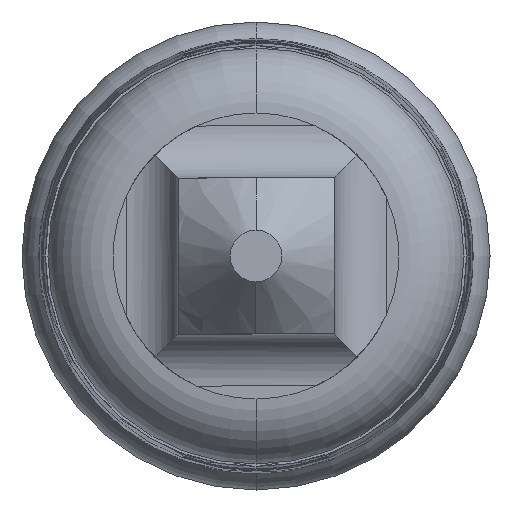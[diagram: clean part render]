
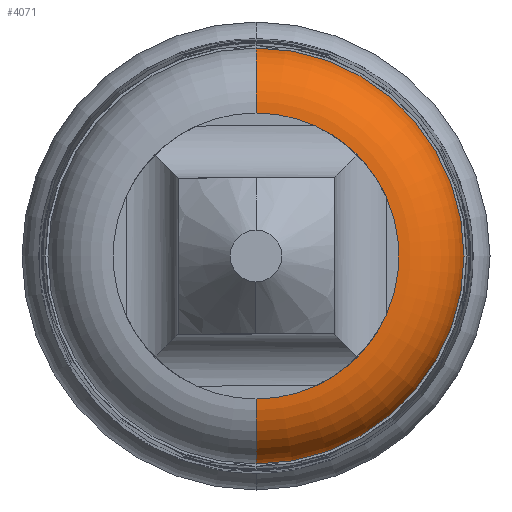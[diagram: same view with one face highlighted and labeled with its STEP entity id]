
A CAD part, front view. The second image highlights one B-rep face of the part: STEP entity #4071.
In plain terms, the highlighted toroidal (fillet/blend) face has major radius 0.55 mm and minor radius 0.25 mm.
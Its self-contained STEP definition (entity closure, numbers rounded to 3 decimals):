
#8 = CARTESIAN_POINT ( 'NONE',  ( 0., -27.5, 0. ) ) ;
#158 = TOROIDAL_SURFACE ( 'NONE', #1749, 0.55, 0.25 ) ;
#190 = CARTESIAN_POINT ( 'NONE',  ( 0.229, -27.5, -0.5 ) ) ;
#381 = DIRECTION ( 'NONE',  ( 0., 1., 0. ) ) ;
#604 = CIRCLE ( 'NONE', #4141, 0.8 ) ;
#766 = EDGE_LOOP ( 'NONE', ( #3326, #1444, #3560, #1968, #2580, #2297, #6147, #5947 ) ) ;
#779 = DIRECTION ( 'NONE',  ( 0., 0., 1. ) ) ;
#843 = DIRECTION ( 'NONE',  ( 0., 0., 1. ) ) ;
#845 = CARTESIAN_POINT ( 'NONE',  ( 0., -27.5, 0.55 ) ) ;
#922 = AXIS2_PLACEMENT_3D ( 'NONE', #6247, #3504, #4105 ) ;
#1090 = AXIS2_PLACEMENT_3D ( 'NONE', #5483, #2687, #1140 ) ;
#1140 = DIRECTION ( 'NONE',  ( 0., 0., -1. ) ) ;
#1182 = CARTESIAN_POINT ( 'NONE',  ( 0., -27.25, 0.8 ) ) ;
#1353 = CARTESIAN_POINT ( 'NONE',  ( 0., -27.5, 0. ) ) ;
#1384 = CARTESIAN_POINT ( 'NONE',  ( 0., -27.5, 0. ) ) ;
#1444 = ORIENTED_EDGE ( 'NONE', *, *, #1533, .T. ) ;
#1533 = EDGE_CURVE ( 'NONE', #5893, #5626, #6259, .T. ) ;
#1613 = CARTESIAN_POINT ( 'NONE',  ( 0.229, -27.5, 0.5 ) ) ;
#1720 = CIRCLE ( 'NONE', #922, 0.25 ) ;
#1749 = AXIS2_PLACEMENT_3D ( 'NONE', #3937, #5675, #2945 ) ;
#1811 = CARTESIAN_POINT ( 'NONE',  ( 0., -27.5, 0. ) ) ;
#1890 = DIRECTION ( 'NONE',  ( 0., 0., 1. ) ) ;
#1919 = EDGE_CURVE ( 'NONE', #5783, #3426, #6024, .T. ) ;
#1961 = EDGE_CURVE ( 'NONE', #4960, #2183, #6372, .T. ) ;
#1968 = ORIENTED_EDGE ( 'NONE', *, *, #6957, .F. ) ;
#2133 = CIRCLE ( 'NONE', #6266, 0.55 ) ;
#2183 = VERTEX_POINT ( 'NONE', #190 ) ;
#2207 = DIRECTION ( 'NONE',  ( 0., 1., 0. ) ) ;
#2216 = EDGE_CURVE ( 'NONE', #4960, #5318, #2133, .T. ) ;
#2291 = CARTESIAN_POINT ( 'NONE',  ( 0., -27.5, -0.55 ) ) ;
#2297 = ORIENTED_EDGE ( 'NONE', *, *, #5249, .T. ) ;
#2351 = EDGE_CURVE ( 'NONE', #5893, #2183, #4649, .T. ) ;
#2367 = CARTESIAN_POINT ( 'NONE',  ( 0.5, -27.5, 0.229 ) ) ;
#2375 = DIRECTION ( 'NONE',  ( 0., 0., 1. ) ) ;
#2580 = ORIENTED_EDGE ( 'NONE', *, *, #1919, .F. ) ;
#2590 = AXIS2_PLACEMENT_3D ( 'NONE', #1384, #381, #779 ) ;
#2633 = CIRCLE ( 'NONE', #5266, 0.55 ) ;
#2687 = DIRECTION ( 'NONE',  ( 1., 0., 0. ) ) ;
#2907 = CARTESIAN_POINT ( 'NONE',  ( 0., -27.5, 0. ) ) ;
#2945 = DIRECTION ( 'NONE',  ( 0., 0., 1. ) ) ;
#3326 = ORIENTED_EDGE ( 'NONE', *, *, #2351, .F. ) ;
#3426 = VERTEX_POINT ( 'NONE', #845 ) ;
#3504 = DIRECTION ( 'NONE',  ( -1., 0., 0. ) ) ;
#3560 = ORIENTED_EDGE ( 'NONE', *, *, #4614, .F. ) ;
#3824 = DIRECTION ( 'NONE',  ( 0., 0., 1. ) ) ;
#3937 = CARTESIAN_POINT ( 'NONE',  ( 0., -27.25, 0. ) ) ;
#4071 = ADVANCED_FACE ( 'Defeature ausgef�hrt3_64', ( #5097 ), #158, .T. ) ;
#4105 = DIRECTION ( 'NONE',  ( 0., 0., 1. ) ) ;
#4141 = AXIS2_PLACEMENT_3D ( 'NONE', #4928, #2207, #6154 ) ;
#4366 = DIRECTION ( 'NONE',  ( 0., 1., 0. ) ) ;
#4614 = EDGE_CURVE ( 'NONE', #5176, #5626, #604, .T. ) ;
#4649 = CIRCLE ( 'NONE', #4759, 0.55 ) ;
#4759 = AXIS2_PLACEMENT_3D ( 'NONE', #1811, #5761, #843 ) ;
#4928 = CARTESIAN_POINT ( 'NONE',  ( 0., -27.25, 0. ) ) ;
#4960 = VERTEX_POINT ( 'NONE', #6257 ) ;
#5097 = FACE_OUTER_BOUND ( 'NONE', #766, .T. ) ;
#5098 = DIRECTION ( 'NONE',  ( 0., -1., 0. ) ) ;
#5176 = VERTEX_POINT ( 'NONE', #1182 ) ;
#5188 = DIRECTION ( 'NONE',  ( 0., -1., 0. ) ) ;
#5249 = EDGE_CURVE ( 'NONE', #5783, #5318, #2633, .T. ) ;
#5266 = AXIS2_PLACEMENT_3D ( 'NONE', #8, #4366, #3824 ) ;
#5318 = VERTEX_POINT ( 'NONE', #2367 ) ;
#5456 = AXIS2_PLACEMENT_3D ( 'NONE', #1353, #5188, #1890 ) ;
#5483 = CARTESIAN_POINT ( 'NONE',  ( 0., -27.25, -0.55 ) ) ;
#5626 = VERTEX_POINT ( 'NONE', #6140 ) ;
#5675 = DIRECTION ( 'NONE',  ( 0., 1., 0. ) ) ;
#5761 = DIRECTION ( 'NONE',  ( 0., -1., 0. ) ) ;
#5783 = VERTEX_POINT ( 'NONE', #1613 ) ;
#5893 = VERTEX_POINT ( 'NONE', #2291 ) ;
#5947 = ORIENTED_EDGE ( 'NONE', *, *, #1961, .T. ) ;
#6024 = CIRCLE ( 'NONE', #5456, 0.55 ) ;
#6140 = CARTESIAN_POINT ( 'NONE',  ( 0., -27.25, -0.8 ) ) ;
#6147 = ORIENTED_EDGE ( 'NONE', *, *, #2216, .F. ) ;
#6154 = DIRECTION ( 'NONE',  ( 0., 0., 1. ) ) ;
#6247 = CARTESIAN_POINT ( 'NONE',  ( 0., -27.25, 0.55 ) ) ;
#6257 = CARTESIAN_POINT ( 'NONE',  ( 0.5, -27.5, -0.229 ) ) ;
#6259 = CIRCLE ( 'NONE', #1090, 0.25 ) ;
#6266 = AXIS2_PLACEMENT_3D ( 'NONE', #2907, #5098, #2375 ) ;
#6372 = CIRCLE ( 'NONE', #2590, 0.55 ) ;
#6957 = EDGE_CURVE ( 'NONE', #3426, #5176, #1720, .T. ) ;
